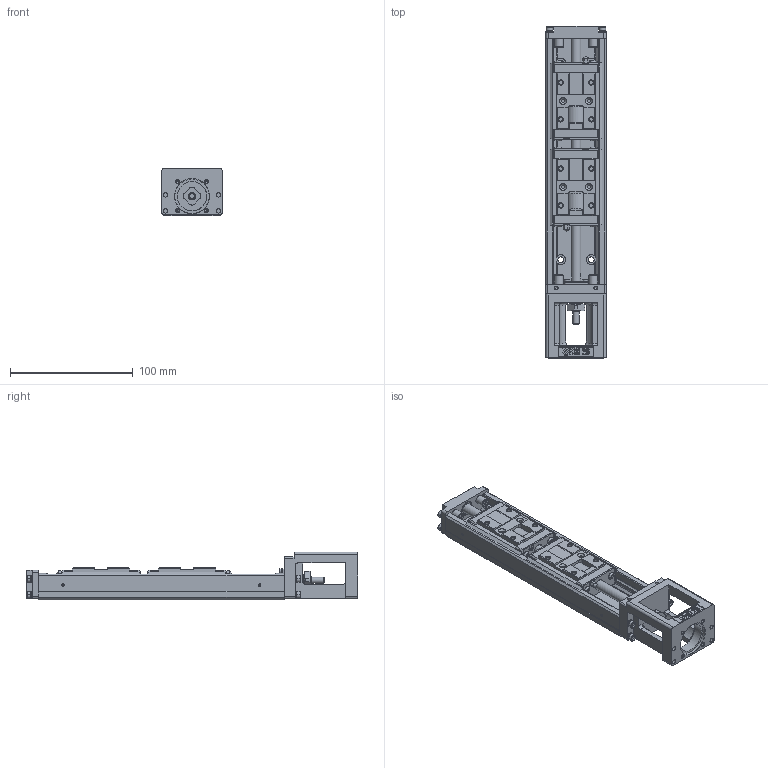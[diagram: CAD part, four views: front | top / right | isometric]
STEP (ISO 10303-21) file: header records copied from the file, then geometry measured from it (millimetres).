
FILE_DESCRIPTION(/* description */ (''),/* implementation_level */ '2;1');
FILE_NAME(/* name */ 'KM26B+200N0_0020_stp.stp',/* time_stamp */ '2010-01-20T15:32:52+08:00',/* author */ (''),/* organization */ (''),/* preprocessor_version */ 'ST-DEVELOPER v11',/* originating_system */ 'UGS - NX 5.0',/* authorisation */ '');
FILE_SCHEMA (('CONFIG_CONTROL_DESIGN'));
Length unit declared in the file: millimetre
Products named in the file (1): shin7094jb7u
Bounding box: 50 x 270 x 38.8 mm (x, y, z)
Volume: 228568 mm3; surface area: 84049.9 mm2
Topology: 3 solids, 3 shells, 1410 faces, 3793 edges, 2481 vertices
Faces by surface type: plane 960, cylinder 264, cone 93, extrusion 38, torus 20, sphere 18, bspline 17
Full cylindrical faces by diameter (mm): 1.6 x4, 2.5 x11, 3 x2, 3.3 x8, 3.5 x4, 4 x5, 4.5 x6, 4.7 x4, 5 x3, 5.3 x8, 6 x17, 7 x4, 8 x7, 9 x4, 10 x2, 11 x2, 24 x1, 28 x1
Entity records: 44466 total; most frequent: CARTESIAN_POINT 9796, ORIENTED_EDGE 7166, DIRECTION 6821, EDGE_CURVE 3583, VECTOR 2637, LINE 2599, VERTEX_POINT 2422, AXIS2_PLACEMENT_3D 2092
